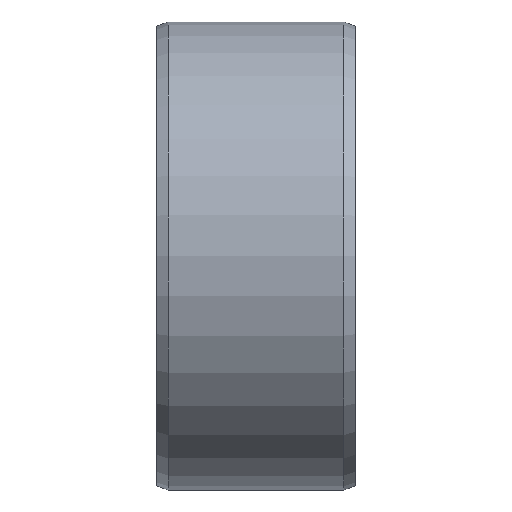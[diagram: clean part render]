
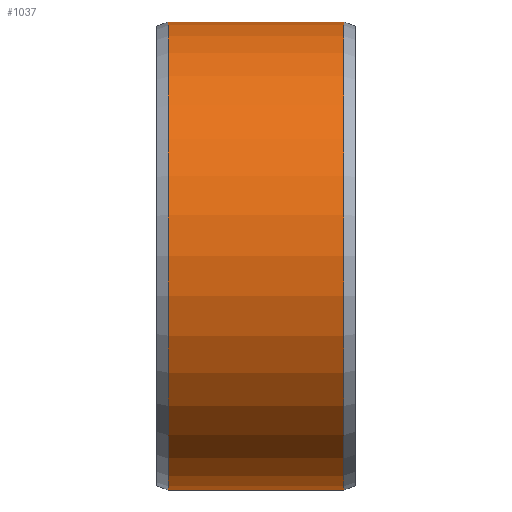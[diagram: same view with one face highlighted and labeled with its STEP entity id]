
A CAD part, top view. The second image highlights one B-rep face of the part: STEP entity #1037.
In plain terms, the highlighted cylindrical face has radius 20 mm (diameter 40 mm), a partial arc.
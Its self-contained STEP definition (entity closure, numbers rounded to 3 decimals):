
#776=CARTESIAN_POINT('',(-7.5,0.,0.));
#777=DIRECTION('',(1.,0.,0.));
#778=DIRECTION('',(0.,1.,0.));
#779=AXIS2_PLACEMENT_3D('',#776,#777,#778);
#781=CARTESIAN_POINT('',(-7.5,0.,0.));
#782=DIRECTION('',(1.,0.,0.));
#783=DIRECTION('',(0.,0.,1.));
#784=AXIS2_PLACEMENT_3D('',#781,#782,#783);
#790=DIRECTION('',(-1.,0.,0.));
#791=VECTOR('',#790,15.);
#792=CARTESIAN_POINT('',(7.5,-20.,0.));
#793=LINE('',#792,#791);
#794=CARTESIAN_POINT('',(7.5,0.,0.));
#795=DIRECTION('',(-1.,0.,0.));
#796=DIRECTION('',(0.,-1.,0.));
#797=AXIS2_PLACEMENT_3D('',#794,#795,#796);
#799=CARTESIAN_POINT('',(7.5,0.,0.));
#800=DIRECTION('',(-1.,0.,0.));
#801=DIRECTION('',(0.,0.,1.));
#802=AXIS2_PLACEMENT_3D('',#799,#800,#801);
#852=DIRECTION('',(-1.,0.,0.));
#853=VECTOR('',#852,15.);
#854=CARTESIAN_POINT('',(7.5,20.,0.));
#855=LINE('',#854,#853);
#918=CARTESIAN_POINT('',(-7.5,-20.,0.));
#919=VERTEX_POINT('',#918);
#921=CARTESIAN_POINT('',(-7.5,20.,0.));
#923=VERTEX_POINT('',#921);
#954=CARTESIAN_POINT('',(7.5,-20.,0.));
#955=VERTEX_POINT('',#954);
#956=CARTESIAN_POINT('',(7.5,0.,20.));
#957=CARTESIAN_POINT('',(7.5,20.,0.));
#958=VERTEX_POINT('',#956);
#959=VERTEX_POINT('',#957);
#962=CARTESIAN_POINT('',(-7.5,0.,20.));
#963=VERTEX_POINT('',#962);
#1020=CARTESIAN_POINT('',(-8.5,0.,0.));
#1021=DIRECTION('',(1.,0.,0.));
#1022=DIRECTION('',(0.,-1.,0.));
#1023=AXIS2_PLACEMENT_3D('',#1020,#1021,#1022);
#1024=CYLINDRICAL_SURFACE('',#1023,20.);
#1026=ORIENTED_EDGE('',*,*,#1025,.F.);
#1028=ORIENTED_EDGE('',*,*,#1027,.F.);
#1030=ORIENTED_EDGE('',*,*,#1029,.T.);
#1031=ORIENTED_EDGE('',*,*,#1014,.F.);
#1032=ORIENTED_EDGE('',*,*,#1012,.F.);
#1034=ORIENTED_EDGE('',*,*,#1033,.F.);
#1035=EDGE_LOOP('',(#1026,#1028,#1030,#1031,#1032,#1034));
#1036=FACE_OUTER_BOUND('',#1035,.F.);
#780=CIRCLE('',#779,20.);
#785=CIRCLE('',#784,20.);
#798=CIRCLE('',#797,20.);
#803=CIRCLE('',#802,20.);
#1012=EDGE_CURVE('',#923,#963,#780,.T.);
#1014=EDGE_CURVE('',#963,#919,#785,.T.);
#1025=EDGE_CURVE('',#958,#959,#803,.T.);
#1027=EDGE_CURVE('',#955,#958,#798,.T.);
#1029=EDGE_CURVE('',#955,#919,#793,.T.);
#1033=EDGE_CURVE('',#959,#923,#855,.T.);
#1037=ADVANCED_FACE('',(#1036),#1024,.T.);
